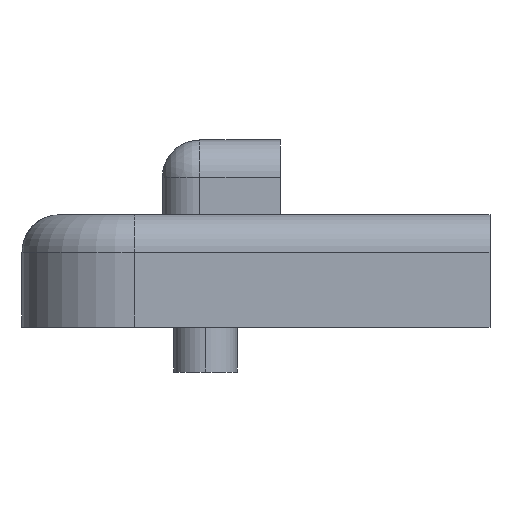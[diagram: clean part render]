
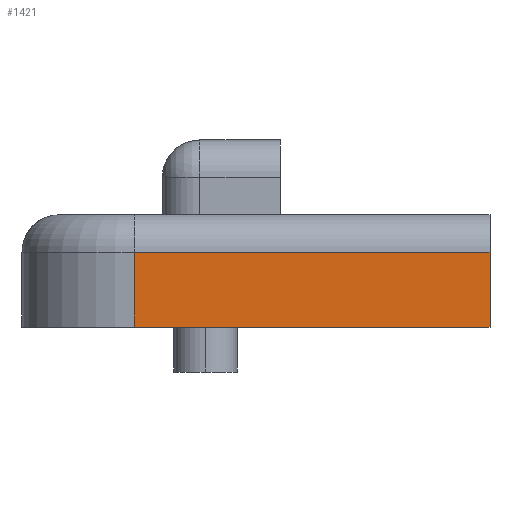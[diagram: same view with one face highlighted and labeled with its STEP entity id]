
A CAD part, left-side view. The second image highlights one B-rep face of the part: STEP entity #1421.
In plain terms, the highlighted planar face has unit normal (-1, 0, 0).
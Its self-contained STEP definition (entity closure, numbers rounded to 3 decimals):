
#1 = DIRECTION ( 'NONE',  ( -1., 0., 0. ) ) ;
#7 = DIRECTION ( 'NONE',  ( 0., 0., 1. ) ) ;
#111 = EDGE_CURVE ( 'NONE', #1502, #696, #1477, .T. ) ;
#181 = CARTESIAN_POINT ( 'NONE',  ( -28.087, -6.25, 2. ) ) ;
#225 = DIRECTION ( 'NONE',  ( 0., 0., 1. ) ) ;
#266 = VECTOR ( 'NONE', #319, 1000. ) ;
#280 = VERTEX_POINT ( 'NONE', #1227 ) ;
#319 = DIRECTION ( 'NONE',  ( 0., -1., 0. ) ) ;
#367 = EDGE_CURVE ( 'NONE', #280, #1236, #1478, .T. ) ;
#397 = EDGE_CURVE ( 'NONE', #696, #280, #1496, .T. ) ;
#519 = CARTESIAN_POINT ( 'NONE',  ( -28.087, 6.25, 0. ) ) ;
#544 = DIRECTION ( 'NONE',  ( 0., 1., 0. ) ) ;
#549 = ORIENTED_EDGE ( 'NONE', *, *, #755, .T. ) ;
#552 = ORIENTED_EDGE ( 'NONE', *, *, #367, .T. ) ;
#559 = AXIS2_PLACEMENT_3D ( 'NONE', #519, #1, #7 ) ;
#654 = VECTOR ( 'NONE', #225, 1000. ) ;
#674 = CARTESIAN_POINT ( 'NONE',  ( -28.087, -6.25, 0. ) ) ;
#696 = VERTEX_POINT ( 'NONE', #1380 ) ;
#755 = EDGE_CURVE ( 'NONE', #1236, #1502, #1738, .T. ) ;
#812 = CARTESIAN_POINT ( 'NONE',  ( -28.087, -6.25, 0. ) ) ;
#815 = VECTOR ( 'NONE', #544, 1000. ) ;
#848 = ORIENTED_EDGE ( 'NONE', *, *, #111, .T. ) ;
#921 = DIRECTION ( 'NONE',  ( 0., 0., -1. ) ) ;
#941 = ORIENTED_EDGE ( 'NONE', *, *, #397, .T. ) ;
#1023 = FACE_OUTER_BOUND ( 'NONE', #1624, .T. ) ;
#1133 = VECTOR ( 'NONE', #921, 1000. ) ;
#1227 = CARTESIAN_POINT ( 'NONE',  ( -28.087, 3.25, 0. ) ) ;
#1236 = VERTEX_POINT ( 'NONE', #812 ) ;
#1345 = CARTESIAN_POINT ( 'NONE',  ( -28.087, 6.25, 0. ) ) ;
#1368 = PLANE ( 'NONE',  #559 ) ;
#1380 = CARTESIAN_POINT ( 'NONE',  ( -28.087, 3.25, 2. ) ) ;
#1421 = ADVANCED_FACE ( 'NONE', ( #1023 ), #1368, .T. ) ;
#1477 = LINE ( 'NONE', #1550, #815 ) ;
#1478 = LINE ( 'NONE', #1345, #266 ) ;
#1496 = LINE ( 'NONE', #1748, #1133 ) ;
#1502 = VERTEX_POINT ( 'NONE', #181 ) ;
#1550 = CARTESIAN_POINT ( 'NONE',  ( -28.087, 6.25, 2. ) ) ;
#1624 = EDGE_LOOP ( 'NONE', ( #549, #848, #941, #552 ) ) ;
#1738 = LINE ( 'NONE', #674, #654 ) ;
#1748 = CARTESIAN_POINT ( 'NONE',  ( -28.087, 3.25, 0. ) ) ;
